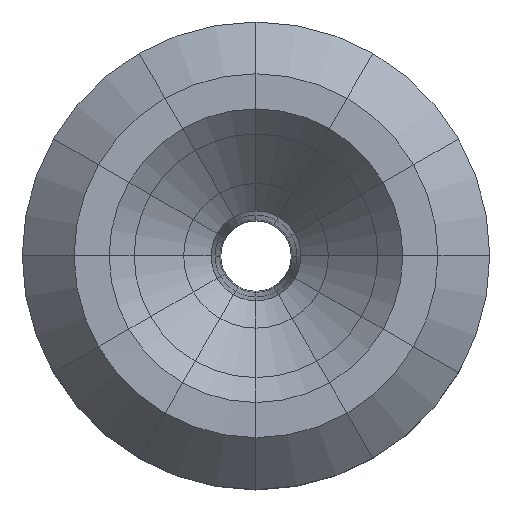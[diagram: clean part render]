
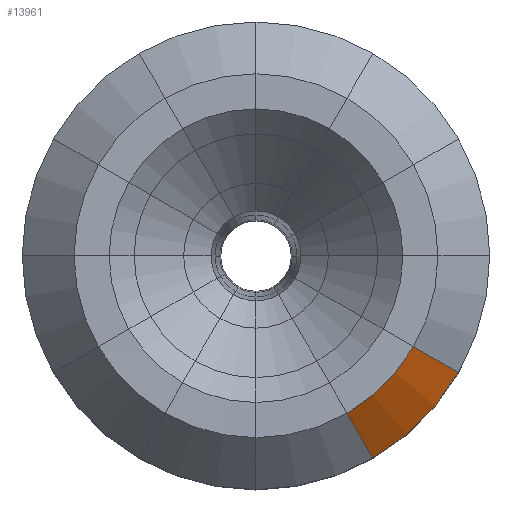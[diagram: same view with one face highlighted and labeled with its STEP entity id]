
A CAD part, top view. The second image highlights one B-rep face of the part: STEP entity #13961.
In plain terms, the highlighted free-form (B-spline) face has degree [1, 2] with [2, 3] control points.
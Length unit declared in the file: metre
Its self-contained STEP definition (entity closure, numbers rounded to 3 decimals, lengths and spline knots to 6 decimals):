
#11222=CARTESIAN_POINT('',(1.167818,-0.67424,2.060413));
#11223=VERTEX_POINT('',#11222);
#11256=CARTESIAN_POINT('',(1.500808,-0.866492,1.679019));
#11257=VERTEX_POINT('',#11256);
#11258=CARTESIAN_POINT('',(1.500808,-0.866492,1.679019));
#11259=DIRECTION('',(-0.615,0.355,0.704));
#11260=VECTOR('',#11259,0.541576);
#11261=LINE('',#11258,#11260);
#11262=EDGE_CURVE('',#11257,#11223,#11261,.T.);
#13908=CARTESIAN_POINT('',(0.67424,-1.167818,2.060413));
#13909=VERTEX_POINT('',#13908);
#13916=CARTESIAN_POINT('',(0.0,0.0,2.060413));
#13917=DIRECTION('',(0.0,0.0,1.0));
#13918=DIRECTION('',(0.5,-0.866,0.0));
#13919=AXIS2_PLACEMENT_3D('',#13916,#13917,#13918);
#13920=CIRCLE('',#13919,1.34848);
#13921=EDGE_CURVE('',#13909,#11223,#13920,.T.);
#13928=CARTESIAN_POINT('',(0.826908,-1.522976,1.679019));
#13929=CARTESIAN_POINT('',(0.643439,-1.185067,2.060413));
#13930=CARTESIAN_POINT('',(1.278034,-1.278034,1.679019));
#13931=CARTESIAN_POINT('',(0.994472,-0.994472,2.060413));
#13932=CARTESIAN_POINT('',(1.522976,-0.826908,1.679019));
#13933=CARTESIAN_POINT('',(1.185067,-0.643439,2.060413));
#13941=(BOUNDED_SURFACE()B_SPLINE_SURFACE(1,2,((#13928,#13930,#13932),(#13929,#13931,#13933)),.UNSPECIFIED.,.F.,.F.,.U.)GEOMETRIC_REPRESENTATION_ITEM()QUASI_UNIFORM_SURFACE()RATIONAL_B_SPLINE_SURFACE(((1.0,0.959,1.0),(1.0,0.959,1.0)))REPRESENTATION_ITEM('')SURFACE());
#13942=CARTESIAN_POINT('',(0.866492,-1.500808,1.679019));
#13943=VERTEX_POINT('',#13942);
#13944=CARTESIAN_POINT('',(0.866492,-1.500808,1.679019));
#13945=DIRECTION('',(-0.355,0.615,0.704));
#13946=VECTOR('',#13945,0.541576);
#13947=LINE('',#13944,#13946);
#13948=EDGE_CURVE('',#13943,#13909,#13947,.T.);
#13949=ORIENTED_EDGE('',*,*,#13948,.F.);
#13950=CARTESIAN_POINT('',(0.0,0.0,1.679019));
#13951=DIRECTION('',(0.0,0.0,1.));
#13952=DIRECTION('',(0.5,-0.866,0.0));
#13953=AXIS2_PLACEMENT_3D('',#13950,#13951,#13952);
#13954=CIRCLE('',#13953,1.732983);
#13955=EDGE_CURVE('',#13943,#11257,#13954,.T.);
#13956=ORIENTED_EDGE('',*,*,#13955,.T.);
#13957=ORIENTED_EDGE('',*,*,#11262,.T.);
#13958=ORIENTED_EDGE('',*,*,#13921,.F.);
#13959=EDGE_LOOP('',(#13949,#13956,#13957,#13958));
#13960=FACE_OUTER_BOUND('',#13959,.T.);
#13961=ADVANCED_FACE('',(#13960),#13941,.F.);
